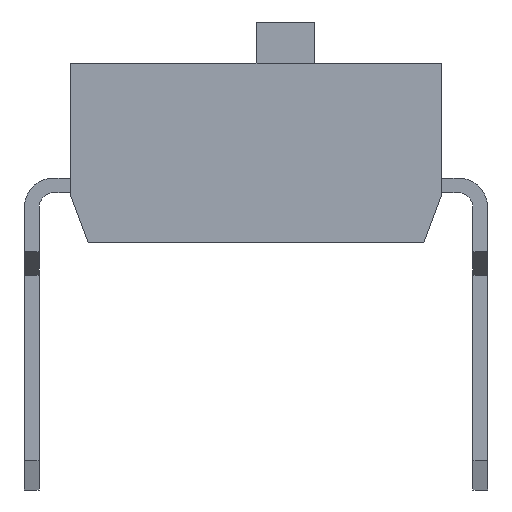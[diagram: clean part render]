
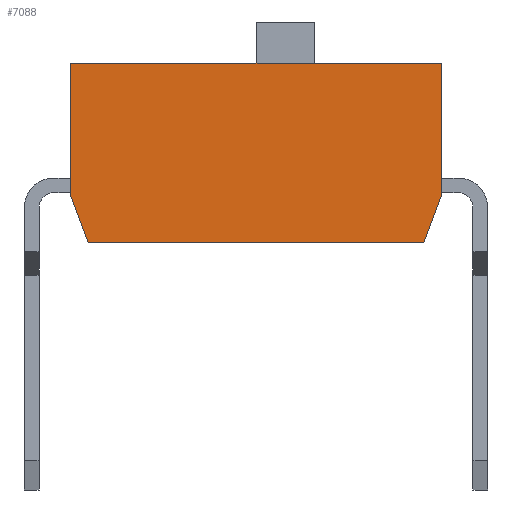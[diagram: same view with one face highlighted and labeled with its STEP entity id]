
A CAD part, left-side view. The second image highlights one B-rep face of the part: STEP entity #7088.
In plain terms, the highlighted planar face has unit normal (-1, 0, 0).
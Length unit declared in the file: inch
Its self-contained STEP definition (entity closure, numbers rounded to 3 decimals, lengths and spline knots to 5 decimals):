
#5803=CARTESIAN_POINT('',(-0.22047,0.12402,0.12008));
#5804=VERTEX_POINT('',#5803);
#5811=CARTESIAN_POINT('',(-0.22047,-0.12402,0.12008));
#5812=VERTEX_POINT('',#5811);
#5813=CARTESIAN_POINT('',(-0.22047,-0.12402,0.12008));
#5814=DIRECTION('',(0.0,1.0,0.0));
#5815=VECTOR('',#5814,0.24803);
#5816=LINE('',#5813,#5815);
#5817=EDGE_CURVE('',#5812,#5804,#5816,.T.);
#6884=CARTESIAN_POINT('',(-0.22047,0.12402,0.0315));
#6885=VERTEX_POINT('',#6884);
#6886=CARTESIAN_POINT('',(-0.22047,0.1122,0.));
#6887=VERTEX_POINT('',#6886);
#6888=CARTESIAN_POINT('',(-0.22047,0.12402,0.0315));
#6889=DIRECTION('',(0.0,-0.351,-0.936));
#6890=VECTOR('',#6889,0.03364);
#6891=LINE('',#6888,#6890);
#6892=EDGE_CURVE('',#6885,#6887,#6891,.T.);
#6924=CARTESIAN_POINT('',(-0.22047,-0.1122,0.));
#6925=VERTEX_POINT('',#6924);
#6926=CARTESIAN_POINT('',(-0.22047,-0.12402,0.0315));
#6927=VERTEX_POINT('',#6926);
#6928=CARTESIAN_POINT('',(-0.22047,-0.1122,0.));
#6929=DIRECTION('',(0.0,-0.351,0.936));
#6930=VECTOR('',#6929,0.03364);
#6931=LINE('',#6928,#6930);
#6932=EDGE_CURVE('',#6925,#6927,#6931,.T.);
#6965=CARTESIAN_POINT('',(-0.22047,0.12402,0.0315));
#6966=DIRECTION('',(0.0,0.0,1.0));
#6967=VECTOR('',#6966,0.08858);
#6968=LINE('',#6965,#6967);
#6969=EDGE_CURVE('',#6885,#5804,#6968,.T.);
#7018=CARTESIAN_POINT('',(-0.22047,-0.12402,0.0315));
#7019=DIRECTION('',(0.0,0.0,1.0));
#7020=VECTOR('',#7019,0.08858);
#7021=LINE('',#7018,#7020);
#7022=EDGE_CURVE('',#6927,#5812,#7021,.T.);
#7070=CARTESIAN_POINT('',(-0.22047,-0.13642,-0.006));
#7071=DIRECTION('',(-1.0,0.0,0.0));
#7072=DIRECTION('',(0.0,0.0,1.0));
#7073=AXIS2_PLACEMENT_3D('',#7070,#7071,#7072);
#7074=PLANE('',#7073);
#7075=ORIENTED_EDGE('',*,*,#6892,.T.);
#7076=CARTESIAN_POINT('',(-0.22047,-0.1122,0.0));
#7077=DIRECTION('',(0.0,1.0,0.0));
#7078=VECTOR('',#7077,0.22441);
#7079=LINE('',#7076,#7078);
#7080=EDGE_CURVE('',#6925,#6887,#7079,.T.);
#7081=ORIENTED_EDGE('',*,*,#7080,.F.);
#7082=ORIENTED_EDGE('',*,*,#6932,.T.);
#7083=ORIENTED_EDGE('',*,*,#7022,.T.);
#7084=ORIENTED_EDGE('',*,*,#5817,.T.);
#7085=ORIENTED_EDGE('',*,*,#6969,.F.);
#7086=EDGE_LOOP('',(#7075,#7081,#7082,#7083,#7084,#7085));
#7087=FACE_OUTER_BOUND('',#7086,.T.);
#7088=ADVANCED_FACE('',(#7087),#7074,.T.);
